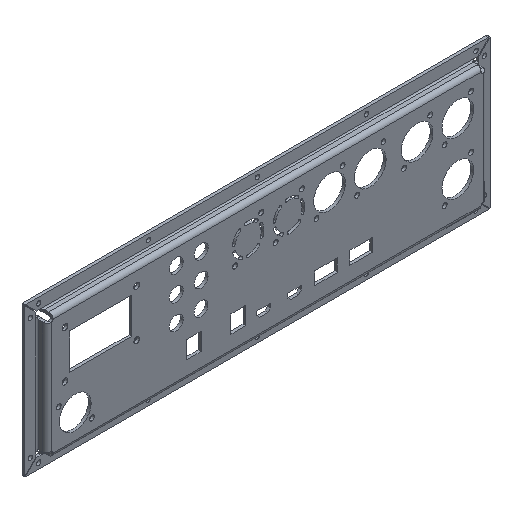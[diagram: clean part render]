
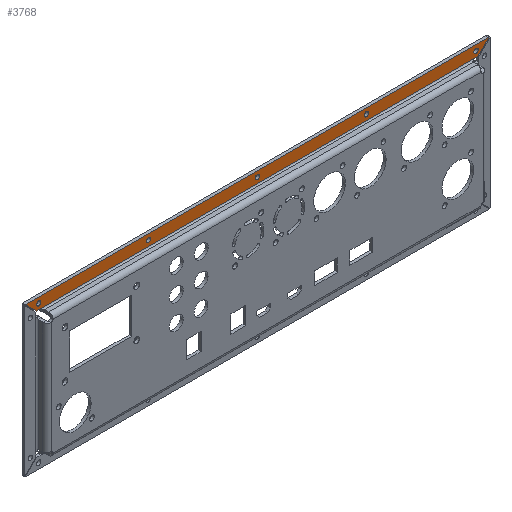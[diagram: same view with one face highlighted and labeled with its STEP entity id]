
A CAD part, isometric view. The second image highlights one B-rep face of the part: STEP entity #3768.
In plain terms, the highlighted planar face has unit normal (0, -1, 0).
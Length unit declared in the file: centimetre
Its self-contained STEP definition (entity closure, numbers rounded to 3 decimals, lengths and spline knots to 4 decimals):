
#200=PLANE('',#4151);
#303=VECTOR('',#4701,1.);
#457=VECTOR('',#5045,1.);
#464=VECTOR('',#5054,1.);
#466=VECTOR('',#5057,1.);
#467=VECTOR('',#5059,1.);
#575=LINE('',#5681,#303);
#729=LINE('',#6627,#457);
#736=LINE('',#6641,#464);
#738=LINE('',#6645,#466);
#739=LINE('',#6647,#467);
#948=VERTEX_POINT('',#5680);
#949=VERTEX_POINT('',#5682);
#1072=VERTEX_POINT('',#6500);
#1074=VERTEX_POINT('',#6505);
#1076=VERTEX_POINT('',#6510);
#1078=VERTEX_POINT('',#6515);
#1080=VERTEX_POINT('',#6520);
#1116=VERTEX_POINT('',#6626);
#1117=VERTEX_POINT('',#6628);
#1121=VERTEX_POINT('',#6640);
#1122=VERTEX_POINT('',#6644);
#1293=CIRCLE('',#4093,0.16);
#1295=CIRCLE('',#4096,0.16);
#1297=CIRCLE('',#4099,0.16);
#1299=CIRCLE('',#4102,0.16);
#1301=CIRCLE('',#4105,0.16);
#1533=EDGE_CURVE('',#948,#949,#575,.T.);
#1708=EDGE_CURVE('',#1072,#1072,#1293,.T.);
#1710=EDGE_CURVE('',#1074,#1074,#1295,.T.);
#1712=EDGE_CURVE('',#1076,#1076,#1297,.T.);
#1714=EDGE_CURVE('',#1078,#1078,#1299,.T.);
#1716=EDGE_CURVE('',#1080,#1080,#1301,.T.);
#1768=EDGE_CURVE('',#1116,#948,#729,.T.);
#1769=EDGE_CURVE('',#949,#1117,#729,.T.);
#1777=EDGE_CURVE('',#1121,#1116,#736,.T.);
#1779=EDGE_CURVE('',#1122,#1121,#738,.T.);
#1780=EDGE_CURVE('',#1117,#1122,#739,.T.);
#2643=ORIENTED_EDGE('',*,*,#1708,.T.);
#2644=ORIENTED_EDGE('',*,*,#1710,.T.);
#2645=ORIENTED_EDGE('',*,*,#1712,.T.);
#2646=ORIENTED_EDGE('',*,*,#1714,.T.);
#2647=ORIENTED_EDGE('',*,*,#1716,.T.);
#2648=ORIENTED_EDGE('',*,*,#1768,.F.);
#2649=ORIENTED_EDGE('',*,*,#1777,.F.);
#2650=ORIENTED_EDGE('',*,*,#1779,.F.);
#2651=ORIENTED_EDGE('',*,*,#1780,.F.);
#2652=ORIENTED_EDGE('',*,*,#1769,.F.);
#2653=ORIENTED_EDGE('',*,*,#1533,.F.);
#3165=EDGE_LOOP('',(#2643));
#3166=EDGE_LOOP('',(#2644));
#3167=EDGE_LOOP('',(#2645));
#3168=EDGE_LOOP('',(#2646));
#3169=EDGE_LOOP('',(#2647));
#3170=EDGE_LOOP('',(#2648,#2649,#2650,#2651,#2652,#2653));
#3545=FACE_BOUND('',#3165,.T.);
#3546=FACE_BOUND('',#3166,.T.);
#3547=FACE_BOUND('',#3167,.T.);
#3548=FACE_BOUND('',#3168,.T.);
#3549=FACE_BOUND('',#3169,.T.);
#3550=FACE_BOUND('',#3170,.T.);
#3768=ADVANCED_FACE('',(#3545,#3546,#3547,#3548,#3549,#3550),#200,.F.);
#4093=AXIS2_PLACEMENT_3D('',#6499,#4921,#4922);
#4096=AXIS2_PLACEMENT_3D('',#6504,#4927,#4928);
#4099=AXIS2_PLACEMENT_3D('',#6509,#4933,#4934);
#4102=AXIS2_PLACEMENT_3D('',#6514,#4939,#4940);
#4105=AXIS2_PLACEMENT_3D('',#6519,#4945,#4946);
#4151=AXIS2_PLACEMENT_3D('',#6648,#5060,$);
#4701=DIRECTION('',(-1.,0.,0.));
#4921=DIRECTION('',(0.,1.,0.));
#4922=DIRECTION('',(0.16,0.,0.));
#4927=DIRECTION('',(0.,1.,0.));
#4928=DIRECTION('',(0.16,0.,0.));
#4933=DIRECTION('',(0.,1.,0.));
#4934=DIRECTION('',(0.16,0.,0.));
#4939=DIRECTION('',(0.,1.,0.));
#4940=DIRECTION('',(0.16,0.,0.));
#4945=DIRECTION('',(0.,1.,0.));
#4946=DIRECTION('',(0.16,0.,0.));
#5045=DIRECTION('',(-1.,0.,0.));
#5054=DIRECTION('',(-0.707,0.,-0.707));
#5057=DIRECTION('',(1.,0.,0.));
#5059=DIRECTION('',(-0.707,0.,0.707));
#5060=DIRECTION('',(0.,1.,0.));
#5680=CARTESIAN_POINT('',(27.1792,0.8897,7.8503));
#5681=CARTESIAN_POINT('',(11.5292,0.8897,7.8503));
#5682=CARTESIAN_POINT('',(-4.1208,0.8897,7.8503));
#6499=CARTESIAN_POINT('',(3.6368,0.8897,8.252));
#6500=CARTESIAN_POINT('',(3.7968,0.8897,8.252));
#6504=CARTESIAN_POINT('',(19.4215,0.8897,8.252));
#6505=CARTESIAN_POINT('',(19.5815,0.8897,8.252));
#6509=CARTESIAN_POINT('',(11.5292,0.8897,8.252));
#6510=CARTESIAN_POINT('',(11.6892,0.8897,8.252));
#6514=CARTESIAN_POINT('',(27.3671,0.8897,8.252));
#6515=CARTESIAN_POINT('',(27.5271,0.8897,8.252));
#6519=CARTESIAN_POINT('',(-4.3088,0.8897,8.252));
#6520=CARTESIAN_POINT('',(-4.1488,0.8897,8.252));
#6626=CARTESIAN_POINT('',(27.5354,0.8897,7.8503));
#6627=CARTESIAN_POINT('',(27.5354,0.8897,7.8503));
#6628=CARTESIAN_POINT('',(-4.4771,0.8897,7.8503));
#6640=CARTESIAN_POINT('',(28.3389,0.8897,8.6538));
#6641=CARTESIAN_POINT('',(28.3389,0.8897,8.6538));
#6644=CARTESIAN_POINT('',(-5.2806,0.8897,8.6538));
#6645=CARTESIAN_POINT('',(-5.2806,0.8897,8.6538));
#6647=CARTESIAN_POINT('',(-4.4771,0.8897,7.8503));
#6648=CARTESIAN_POINT('',(11.5292,0.8897,8.1894));
